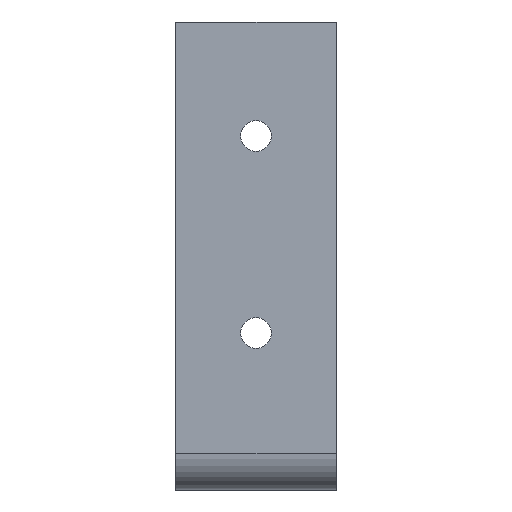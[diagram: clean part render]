
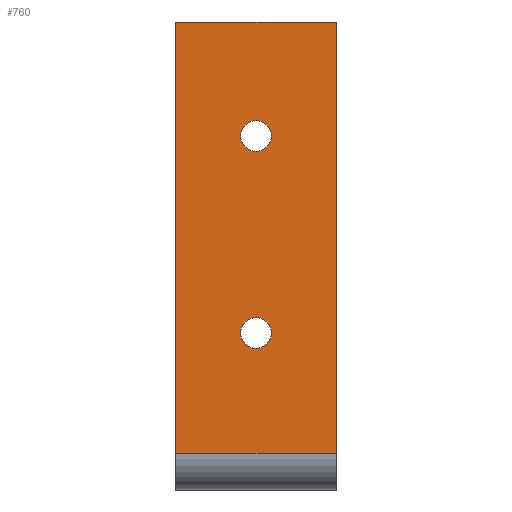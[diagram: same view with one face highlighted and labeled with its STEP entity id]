
A CAD part, left-side view. The second image highlights one B-rep face of the part: STEP entity #760.
In plain terms, the highlighted planar face has unit normal (-1, 0, 0).
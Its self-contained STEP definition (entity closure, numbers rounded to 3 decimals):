
#4 = VERTEX_POINT ( 'NONE', #382 ) ;
#18 = CARTESIAN_POINT ( 'NONE',  ( -19., 0., 12.75 ) ) ;
#30 = CARTESIAN_POINT ( 'NONE',  ( -19., 0., 28.75 ) ) ;
#47 = EDGE_CURVE ( 'NONE', #4, #410, #296, .T. ) ;
#52 = VECTOR ( 'NONE', #175, 1000. ) ;
#67 = EDGE_LOOP ( 'NONE', ( #814, #149 ) ) ;
#94 = CIRCLE ( 'NONE', #199, 1.25 ) ;
#95 = AXIS2_PLACEMENT_3D ( 'NONE', #622, #238, #353 ) ;
#97 = VERTEX_POINT ( 'NONE', #787 ) ;
#117 = CARTESIAN_POINT ( 'NONE',  ( -19., 0., 30. ) ) ;
#132 = LINE ( 'NONE', #764, #139 ) ;
#139 = VECTOR ( 'NONE', #510, 1000. ) ;
#147 = EDGE_CURVE ( 'NONE', #317, #540, #797, .T. ) ;
#149 = ORIENTED_EDGE ( 'NONE', *, *, #395, .T. ) ;
#151 = CARTESIAN_POINT ( 'NONE',  ( -19., 0., 11.5 ) ) ;
#158 = CIRCLE ( 'NONE', #367, 1.25 ) ;
#161 = DIRECTION ( 'NONE',  ( 0., 0., -1. ) ) ;
#172 = VERTEX_POINT ( 'NONE', #347 ) ;
#175 = DIRECTION ( 'NONE',  ( 0., 0., -1. ) ) ;
#186 = VECTOR ( 'NONE', #389, 1000. ) ;
#199 = AXIS2_PLACEMENT_3D ( 'NONE', #30, #223, #785 ) ;
#201 = PLANE ( 'NONE',  #754 ) ;
#223 = DIRECTION ( 'NONE',  ( 1., 0., 0. ) ) ;
#238 = DIRECTION ( 'NONE',  ( 1., 0., 0. ) ) ;
#254 = CARTESIAN_POINT ( 'NONE',  ( -19., -6.5, 2. ) ) ;
#277 = VERTEX_POINT ( 'NONE', #363 ) ;
#296 = CIRCLE ( 'NONE', #698, 1.25 ) ;
#302 = EDGE_CURVE ( 'NONE', #172, #277, #569, .T. ) ;
#313 = EDGE_LOOP ( 'NONE', ( #352, #795 ) ) ;
#317 = VERTEX_POINT ( 'NONE', #504 ) ;
#319 = ORIENTED_EDGE ( 'NONE', *, *, #147, .T. ) ;
#343 = DIRECTION ( 'NONE',  ( 1., 0., 0. ) ) ;
#347 = CARTESIAN_POINT ( 'NONE',  ( -19., -6.5, 38. ) ) ;
#349 = CARTESIAN_POINT ( 'NONE',  ( -19., 6.5, 3. ) ) ;
#352 = ORIENTED_EDGE ( 'NONE', *, *, #810, .T. ) ;
#353 = DIRECTION ( 'NONE',  ( 0., 0., -1. ) ) ;
#363 = CARTESIAN_POINT ( 'NONE',  ( -19., -6.5, 3. ) ) ;
#367 = AXIS2_PLACEMENT_3D ( 'NONE', #646, #602, #788 ) ;
#382 = CARTESIAN_POINT ( 'NONE',  ( -19., 0., 14. ) ) ;
#389 = DIRECTION ( 'NONE',  ( 0., -1., 0. ) ) ;
#395 = EDGE_CURVE ( 'NONE', #700, #97, #94, .T. ) ;
#410 = VERTEX_POINT ( 'NONE', #151 ) ;
#441 = VECTOR ( 'NONE', #161, 1000. ) ;
#456 = DIRECTION ( 'NONE',  ( 0., 0., -1. ) ) ;
#462 = FACE_BOUND ( 'NONE', #313, .T. ) ;
#504 = CARTESIAN_POINT ( 'NONE',  ( -19., 6.5, 38. ) ) ;
#510 = DIRECTION ( 'NONE',  ( 0., -1., 0. ) ) ;
#518 = CARTESIAN_POINT ( 'NONE',  ( -19., 6.5, 2. ) ) ;
#520 = DIRECTION ( 'NONE',  ( 1., 0., 0. ) ) ;
#527 = EDGE_CURVE ( 'NONE', #97, #700, #545, .T. ) ;
#529 = FACE_OUTER_BOUND ( 'NONE', #596, .T. ) ;
#540 = VERTEX_POINT ( 'NONE', #349 ) ;
#545 = CIRCLE ( 'NONE', #95, 1.25 ) ;
#569 = LINE ( 'NONE', #254, #52 ) ;
#596 = EDGE_LOOP ( 'NONE', ( #319, #694, #606, #673 ) ) ;
#602 = DIRECTION ( 'NONE',  ( 1., 0., 0. ) ) ;
#606 = ORIENTED_EDGE ( 'NONE', *, *, #302, .F. ) ;
#622 = CARTESIAN_POINT ( 'NONE',  ( -19., 0., 28.75 ) ) ;
#646 = CARTESIAN_POINT ( 'NONE',  ( -19., 0., 12.75 ) ) ;
#655 = FACE_BOUND ( 'NONE', #67, .T. ) ;
#673 = ORIENTED_EDGE ( 'NONE', *, *, #711, .F. ) ;
#694 = ORIENTED_EDGE ( 'NONE', *, *, #798, .T. ) ;
#698 = AXIS2_PLACEMENT_3D ( 'NONE', #18, #520, #777 ) ;
#700 = VERTEX_POINT ( 'NONE', #117 ) ;
#711 = EDGE_CURVE ( 'NONE', #317, #172, #132, .T. ) ;
#721 = LINE ( 'NONE', #783, #186 ) ;
#754 = AXIS2_PLACEMENT_3D ( 'NONE', #518, #343, #456 ) ;
#760 = ADVANCED_FACE ( 'NONE', ( #655, #462, #529 ), #201, .F. ) ;
#764 = CARTESIAN_POINT ( 'NONE',  ( -19., 6.5, 38. ) ) ;
#777 = DIRECTION ( 'NONE',  ( 0., 0., -1. ) ) ;
#783 = CARTESIAN_POINT ( 'NONE',  ( -19., 6.5, 3. ) ) ;
#785 = DIRECTION ( 'NONE',  ( 0., 0., -1. ) ) ;
#787 = CARTESIAN_POINT ( 'NONE',  ( -19., 0., 27.5 ) ) ;
#788 = DIRECTION ( 'NONE',  ( 0., 0., -1. ) ) ;
#795 = ORIENTED_EDGE ( 'NONE', *, *, #47, .T. ) ;
#797 = LINE ( 'NONE', #802, #441 ) ;
#798 = EDGE_CURVE ( 'NONE', #540, #277, #721, .T. ) ;
#802 = CARTESIAN_POINT ( 'NONE',  ( -19., 6.5, 2. ) ) ;
#810 = EDGE_CURVE ( 'NONE', #410, #4, #158, .T. ) ;
#814 = ORIENTED_EDGE ( 'NONE', *, *, #527, .T. ) ;
